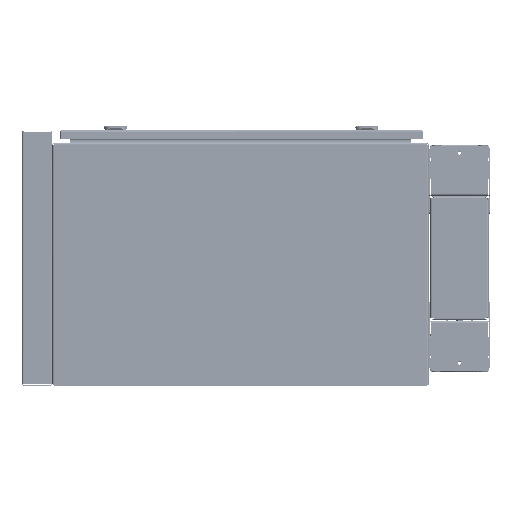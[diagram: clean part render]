
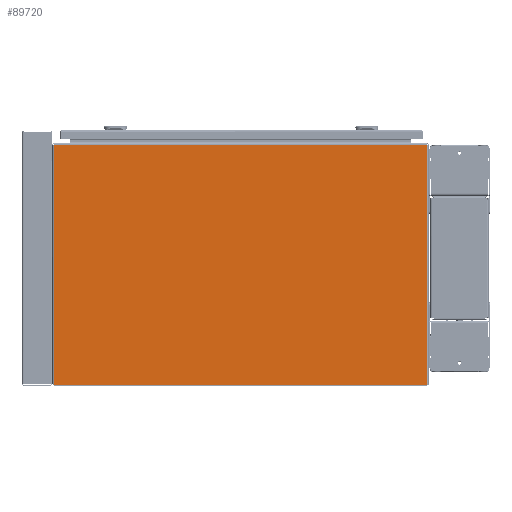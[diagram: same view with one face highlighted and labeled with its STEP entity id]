
A CAD part, left-side view. The second image highlights one B-rep face of the part: STEP entity #89720.
In plain terms, the highlighted planar face has unit normal (-1, 0, 0).
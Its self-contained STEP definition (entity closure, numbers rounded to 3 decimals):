
#532 = VERTEX_POINT ( 'NONE', #13581 ) ;
#5345 = EDGE_CURVE ( 'NONE', #23839, #9209, #141109, .T. ) ;
#5537 = LINE ( 'NONE', #103464, #137705 ) ;
#5687 = VECTOR ( 'NONE', #39820, 1000. ) ;
#6803 = DIRECTION ( 'NONE',  ( 0., -1., 0. ) ) ;
#7563 = ORIENTED_EDGE ( 'NONE', *, *, #12108, .T. ) ;
#8184 = CARTESIAN_POINT ( 'NONE',  ( -1.5, 333.344, 0. ) ) ;
#9209 = VERTEX_POINT ( 'NONE', #63699 ) ;
#12108 = EDGE_CURVE ( 'NONE', #83488, #142972, #63959, .T. ) ;
#13581 = CARTESIAN_POINT ( 'NONE',  ( -1.5, -280.641, 179.267 ) ) ;
#16391 = EDGE_CURVE ( 'NONE', #138896, #21331, #28152, .T. ) ;
#18640 = CARTESIAN_POINT ( 'NONE',  ( -1.5, 333.338, 0. ) ) ;
#18753 = DIRECTION ( 'NONE',  ( -1., 0., 0. ) ) ;
#19216 = EDGE_CURVE ( 'NONE', #9209, #138896, #42982, .T. ) ;
#20162 = FACE_OUTER_BOUND ( 'NONE', #56153, .T. ) ;
#21331 = VERTEX_POINT ( 'NONE', #132425 ) ;
#23839 = VERTEX_POINT ( 'NONE', #50879 ) ;
#26023 = LINE ( 'NONE', #128941, #91873 ) ;
#28152 = LINE ( 'NONE', #18640, #5687 ) ;
#28194 = DIRECTION ( 'NONE',  ( 0., 1., 0. ) ) ;
#30305 = VECTOR ( 'NONE', #52771, 1000. ) ;
#31512 = ORIENTED_EDGE ( 'NONE', *, *, #78653, .F. ) ;
#32040 = CARTESIAN_POINT ( 'NONE',  ( -1.5, 0., 180.277 ) ) ;
#32256 = VERTEX_POINT ( 'NONE', #115153 ) ;
#34158 = DIRECTION ( 'NONE',  ( 0., -1., 0. ) ) ;
#39820 = DIRECTION ( 'NONE',  ( 0., 0., 1. ) ) ;
#41164 = ORIENTED_EDGE ( 'NONE', *, *, #136185, .F. ) ;
#42982 = LINE ( 'NONE', #32040, #126048 ) ;
#47614 = CARTESIAN_POINT ( 'NONE',  ( -1.5, -280.654, 179.267 ) ) ;
#50123 = DIRECTION ( 'NONE',  ( 0., 0., -1. ) ) ;
#50879 = CARTESIAN_POINT ( 'NONE',  ( -1.5, 333.344, -215.625 ) ) ;
#52451 = DIRECTION ( 'NONE',  ( 0., -1., 0. ) ) ;
#52771 = DIRECTION ( 'NONE',  ( 0., 0., 1. ) ) ;
#55518 = ORIENTED_EDGE ( 'NONE', *, *, #135624, .F. ) ;
#55948 = CARTESIAN_POINT ( 'NONE',  ( -1.5, 333.338, 180.277 ) ) ;
#56153 = EDGE_LOOP ( 'NONE', ( #61493, #125075, #113951, #124151, #55518, #7563, #41164, #31512 ) ) ;
#61493 = ORIENTED_EDGE ( 'NONE', *, *, #64117, .F. ) ;
#61801 = DIRECTION ( 'NONE',  ( 0., 0., 1. ) ) ;
#63699 = CARTESIAN_POINT ( 'NONE',  ( -1.5, 333.344, 180.277 ) ) ;
#63959 = LINE ( 'NONE', #117328, #116548 ) ;
#64117 = EDGE_CURVE ( 'NONE', #21331, #32256, #96266, .T. ) ;
#74305 = CARTESIAN_POINT ( 'NONE',  ( -1.5, 0., 180.279 ) ) ;
#78653 = EDGE_CURVE ( 'NONE', #32256, #532, #5537, .T. ) ;
#83488 = VERTEX_POINT ( 'NONE', #88511 ) ;
#85156 = CARTESIAN_POINT ( 'NONE',  ( -1.5, 0., 0. ) ) ;
#87074 = CARTESIAN_POINT ( 'NONE',  ( -1.5, 0., 179.267 ) ) ;
#88511 = CARTESIAN_POINT ( 'NONE',  ( -1.5, -280.654, -215.625 ) ) ;
#89720 = ADVANCED_FACE ( 'NONE', ( #20162 ), #130459, .T. ) ;
#89818 = VECTOR ( 'NONE', #52451, 1000. ) ;
#91873 = VECTOR ( 'NONE', #28194, 1000. ) ;
#96266 = LINE ( 'NONE', #74305, #89818 ) ;
#103464 = CARTESIAN_POINT ( 'NONE',  ( -1.5, -280.641, 0. ) ) ;
#107836 = DIRECTION ( 'NONE',  ( 0., 0., 1. ) ) ;
#113951 = ORIENTED_EDGE ( 'NONE', *, *, #19216, .F. ) ;
#115153 = CARTESIAN_POINT ( 'NONE',  ( -1.5, -280.641, 180.279 ) ) ;
#116548 = VECTOR ( 'NONE', #61801, 1000. ) ;
#116680 = AXIS2_PLACEMENT_3D ( 'NONE', #85156, #18753, #107836 ) ;
#117328 = CARTESIAN_POINT ( 'NONE',  ( -1.5, -280.654, 0. ) ) ;
#124151 = ORIENTED_EDGE ( 'NONE', *, *, #5345, .F. ) ;
#125075 = ORIENTED_EDGE ( 'NONE', *, *, #16391, .F. ) ;
#126048 = VECTOR ( 'NONE', #34158, 1000. ) ;
#126925 = VECTOR ( 'NONE', #6803, 1000. ) ;
#128941 = CARTESIAN_POINT ( 'NONE',  ( -1.5, -370.74, -215.625 ) ) ;
#130459 = PLANE ( 'NONE',  #116680 ) ;
#132425 = CARTESIAN_POINT ( 'NONE',  ( -1.5, 333.338, 180.279 ) ) ;
#135624 = EDGE_CURVE ( 'NONE', #83488, #23839, #26023, .T. ) ;
#136185 = EDGE_CURVE ( 'NONE', #532, #142972, #141875, .T. ) ;
#137705 = VECTOR ( 'NONE', #50123, 1000. ) ;
#138896 = VERTEX_POINT ( 'NONE', #55948 ) ;
#141109 = LINE ( 'NONE', #8184, #30305 ) ;
#141875 = LINE ( 'NONE', #87074, #126925 ) ;
#142972 = VERTEX_POINT ( 'NONE', #47614 ) ;
